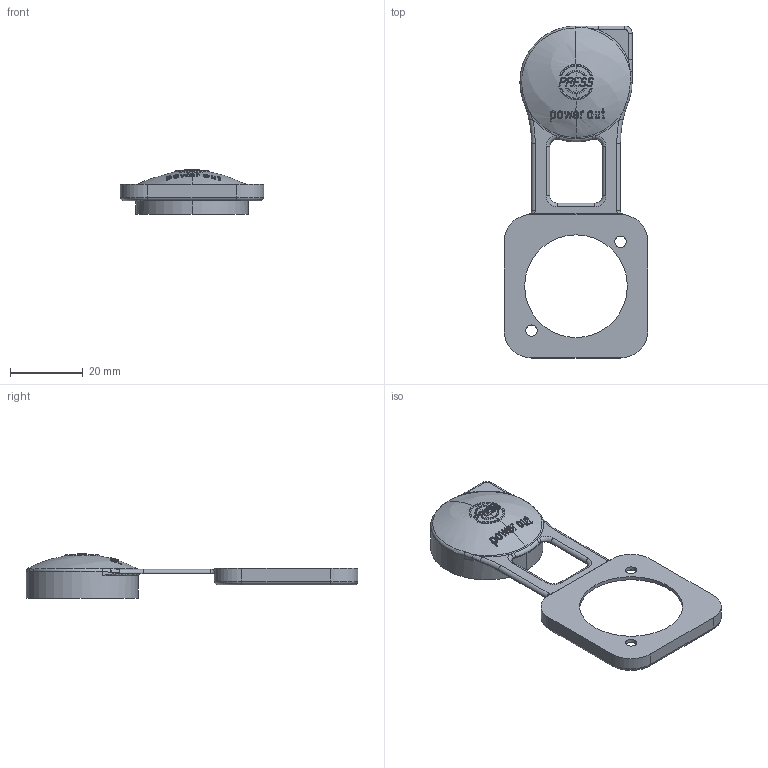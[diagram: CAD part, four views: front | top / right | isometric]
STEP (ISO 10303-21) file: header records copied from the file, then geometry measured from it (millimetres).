
FILE_DESCRIPTION((''),'2;1');
FILE_NAME('026','2022-01-17T15:20:56',('lwb'),(''),'CREO PARAMETRIC BY PTC INC, 2018050','CREO PARAMETRIC BY PTC INC, 2018050','');
FILE_SCHEMA(('CONFIG_CONTROL_DESIGN'));
Length unit declared in the file: millimetre
Products named in the file (1): 026
Bounding box: 39.4 x 91.1 x 12.2 mm (x, y, z)
Volume: 5722 mm3; surface area: 6482.8 mm2
Topology: 1 solids, 1 shells, 466 faces, 1320 edges, 861 vertices
Faces by surface type: plane 249, extrusion 87, sphere 45, cylinder 44, torus 20, bspline 13, cone 8
Entity records: 17138 total; most frequent: CARTESIAN_POINT 5021, ORIENTED_EDGE 2620, DIRECTION 2499, EDGE_CURVE 1310, AXIS2_PLACEMENT_3D 1012, VERTEX_POINT 861, CIRCLE 646, EDGE_LOOP 489
